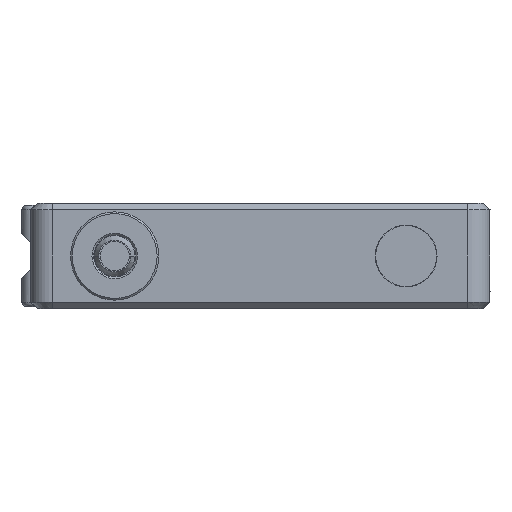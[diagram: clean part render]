
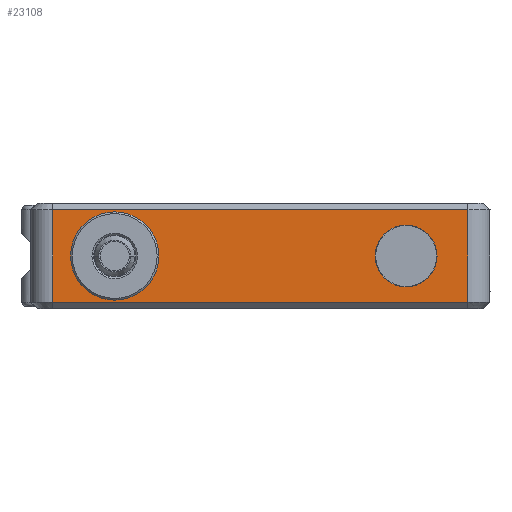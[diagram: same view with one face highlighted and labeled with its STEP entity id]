
A CAD part, left-side view. The second image highlights one B-rep face of the part: STEP entity #23108.
In plain terms, the highlighted planar face has unit normal (-1, 0, 0).
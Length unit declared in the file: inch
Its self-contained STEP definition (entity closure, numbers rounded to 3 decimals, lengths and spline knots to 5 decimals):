
#6930=DIRECTION('',(0.,-1.,0.));
#6931=VECTOR('',#6930,1.85039);
#6932=CARTESIAN_POINT('',(-1.9685,0.9252,
0.20669));
#6933=LINE('',#6932,#6931);
#6934=DIRECTION('',(0.,0.,-1.));
#6935=VECTOR('',#6934,0.41339);
#6936=CARTESIAN_POINT('',(-1.9685,-0.9252,
0.20669));
#6937=LINE('',#6936,#6935);
#6938=DIRECTION('',(0.,1.,0.));
#6939=VECTOR('',#6938,1.85039);
#6940=CARTESIAN_POINT('',(-1.9685,-0.9252,
-0.20669));
#6941=LINE('',#6940,#6939);
#6942=DIRECTION('',(0.,0.,-1.));
#6943=VECTOR('',#6942,0.41339);
#6944=CARTESIAN_POINT('',(-1.9685,0.9252,
0.20669));
#6945=LINE('',#6944,#6943);
#6946=CARTESIAN_POINT('',(-1.9685,-0.64961,0.));
#6947=DIRECTION('',(1.,0.,0.));
#6948=DIRECTION('',(0.,1.,0.));
#6949=AXIS2_PLACEMENT_3D('',#6946,#6947,#6948);
#6951=CARTESIAN_POINT('',(-1.9685,-0.64961,0.));
#6952=DIRECTION('',(1.,0.,0.));
#6953=DIRECTION('',(0.,-1.,0.));
#6954=AXIS2_PLACEMENT_3D('',#6951,#6952,#6953);
#6956=CARTESIAN_POINT('',(-1.9685,0.64961,0.));
#6957=DIRECTION('',(-1.,0.,0.));
#6958=DIRECTION('',(0.,1.,0.));
#6959=AXIS2_PLACEMENT_3D('',#6956,#6957,#6958);
#6961=CARTESIAN_POINT('',(-1.9685,0.64961,0.));
#6962=DIRECTION('',(-1.,0.,0.));
#6963=DIRECTION('',(0.,-1.,0.));
#6964=AXIS2_PLACEMENT_3D('',#6961,#6962,#6963);
#12329=CARTESIAN_POINT('',(-1.9685,-0.51181,0.));
#12330=CARTESIAN_POINT('',(-1.9685,-0.7874,0.));
#12331=VERTEX_POINT('',#12329);
#12332=VERTEX_POINT('',#12330);
#12397=CARTESIAN_POINT('',(-1.9685,0.9252,
0.20669));
#12398=CARTESIAN_POINT('',(-1.9685,-0.9252,
0.20669));
#12399=VERTEX_POINT('',#12397);
#12400=VERTEX_POINT('',#12398);
#12421=CARTESIAN_POINT('',(-1.9685,-0.9252,
-0.20669));
#12422=CARTESIAN_POINT('',(-1.9685,0.9252,
-0.20669));
#12423=VERTEX_POINT('',#12421);
#12424=VERTEX_POINT('',#12422);
#15033=CARTESIAN_POINT('',(-1.9685,0.83858,
0.));
#15034=CARTESIAN_POINT('',(-1.9685,0.46063,
0.));
#15035=VERTEX_POINT('',#15033);
#15036=VERTEX_POINT('',#15034);
#23082=CARTESIAN_POINT('',(-1.9685,1.02362,
-0.23622));
#23083=DIRECTION('',(-1.,0.,0.));
#23084=DIRECTION('',(0.,-1.,0.));
#23085=AXIS2_PLACEMENT_3D('',#23082,#23083,#23084);
#23086=PLANE('',#23085);
#23087=ORIENTED_EDGE('',*,*,#23073,.T.);
#23089=ORIENTED_EDGE('',*,*,#23088,.T.);
#23091=ORIENTED_EDGE('',*,*,#23090,.T.);
#23093=ORIENTED_EDGE('',*,*,#23092,.F.);
#23094=EDGE_LOOP('',(#23087,#23089,#23091,#23093));
#23095=FACE_OUTER_BOUND('',#23094,.F.);
#23097=ORIENTED_EDGE('',*,*,#23096,.F.);
#23099=ORIENTED_EDGE('',*,*,#23098,.F.);
#23100=EDGE_LOOP('',(#23097,#23099));
#23101=FACE_BOUND('',#23100,.F.);
#23103=ORIENTED_EDGE('',*,*,#23102,.T.);
#23105=ORIENTED_EDGE('',*,*,#23104,.T.);
#23106=EDGE_LOOP('',(#23103,#23105));
#23107=FACE_BOUND('',#23106,.F.);
#23108=ADVANCED_FACE('',(#23095,#23101,#23107),#23086,.T.);
#6950=CIRCLE('',#6949,0.1378);
#6955=CIRCLE('',#6954,0.1378);
#6960=CIRCLE('',#6959,0.18898);
#6965=CIRCLE('',#6964,0.18898);
#23073=EDGE_CURVE('',#12399,#12400,#6933,.T.);
#23088=EDGE_CURVE('',#12400,#12423,#6937,.T.);
#23090=EDGE_CURVE('',#12423,#12424,#6941,.T.);
#23092=EDGE_CURVE('',#12399,#12424,#6945,.T.);
#23096=EDGE_CURVE('',#12331,#12332,#6950,.T.);
#23098=EDGE_CURVE('',#12332,#12331,#6955,.T.);
#23102=EDGE_CURVE('',#15035,#15036,#6960,.T.);
#23104=EDGE_CURVE('',#15036,#15035,#6965,.T.);
